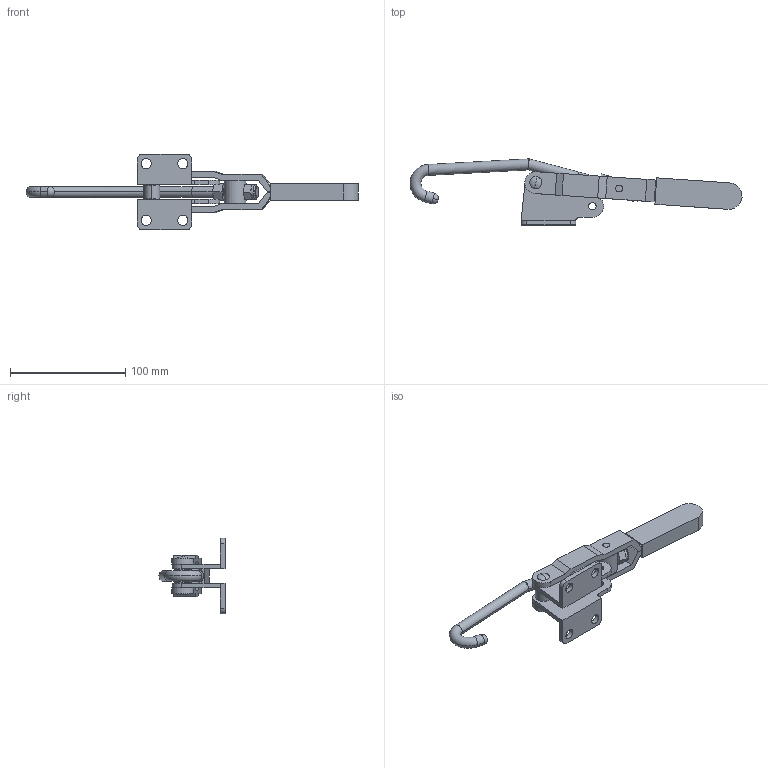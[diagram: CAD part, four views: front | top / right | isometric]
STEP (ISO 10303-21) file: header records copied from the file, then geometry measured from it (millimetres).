
FILE_DESCRIPTION (( 'STEP AP214' ), '1' );
FILE_NAME ('493795(GH-40371).STEP', '2019-01-16T01:15:22', ( 'LinWei' ), ( '' ), 'SwSTEP 2.0', 'SolidWorks 2016', '' );
FILE_SCHEMA (( 'AUTOMOTIVE_DESIGN' ));
Length unit declared in the file: millimetre
Products named in the file (6): 44037144-1^493795(GH-40371); 14037113-1^493795(GH-40371); Group4^493795(GH-40371); Group2^493795(GH-40371); Group1^493795(GH-40371); 493795(GH-40371)
Assembly tree (5 placements, depth 2):
  493795(GH-40371)
    Group1^493795(GH-40371)
    Group2^493795(GH-40371)
    Group4^493795(GH-40371)
    14037113-1^493795(GH-40371)
    44037144-1^493795(GH-40371)
Bounding box: 288.31 x 57.4 x 65.7 mm (x, y, z)
Volume: 96057.6 mm3; surface area: 44904.6 mm2
Topology: 7 solids, 9 shells, 216 faces, 538 edges, 340 vertices
Faces by surface type: plane 90, cylinder 76, cone 32, torus 10, sphere 6, bspline 2
Entity records: 7204 total; most frequent: CARTESIAN_POINT 1544, DIRECTION 1133, ORIENTED_EDGE 1064, EDGE_CURVE 532, AXIS2_PLACEMENT_3D 429, VERTEX_POINT 340, VECTOR 275, LINE 275
